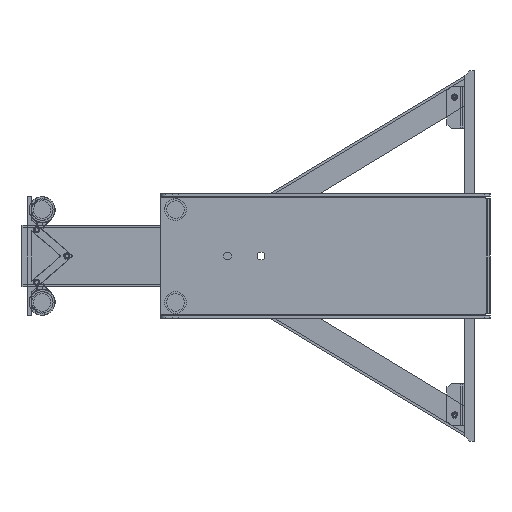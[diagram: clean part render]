
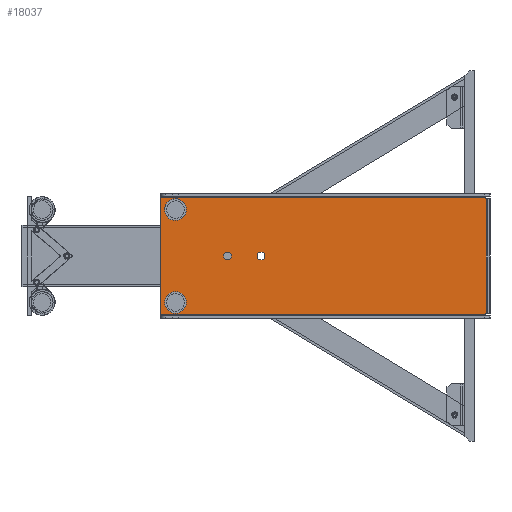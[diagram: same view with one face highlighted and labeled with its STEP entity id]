
A CAD part, left-side view. The second image highlights one B-rep face of the part: STEP entity #18037.
In plain terms, the highlighted face is planar.
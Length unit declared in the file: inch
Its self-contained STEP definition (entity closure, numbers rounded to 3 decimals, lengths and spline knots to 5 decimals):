
#133 = AXIS2_PLACEMENT_3D ( 'NONE', #22400, #33821, #8129 ) ;
#218 = DIRECTION ( 'NONE',  ( 1., 0., 0. ) ) ;
#230 = EDGE_CURVE ( 'NONE', #18748, #6661, #26580, .T. ) ;
#911 = CARTESIAN_POINT ( 'NONE',  ( 0.1875, 11.125, 0.125 ) ) ;
#996 = ORIENTED_EDGE ( 'NONE', *, *, #32435, .F. ) ;
#1304 = ORIENTED_EDGE ( 'NONE', *, *, #26886, .T. ) ;
#1574 = EDGE_LOOP ( 'NONE', ( #996, #25691 ) ) ;
#1613 = CARTESIAN_POINT ( 'NONE',  ( -3.0375, 16., 0.125 ) ) ;
#2178 = VERTEX_POINT ( 'NONE', #911 ) ;
#2198 = ORIENTED_EDGE ( 'NONE', *, *, #20603, .F. ) ;
#2245 = EDGE_CURVE ( 'NONE', #28314, #2270, #29813, .T. ) ;
#2270 = VERTEX_POINT ( 'NONE', #24202 ) ;
#2281 = FACE_BOUND ( 'NONE', #10638, .T. ) ;
#2841 = CARTESIAN_POINT ( 'NONE',  ( 2.7875, 0.1875, 0.125 ) ) ;
#2961 = CARTESIAN_POINT ( 'NONE',  ( -2.85, 0.1875, 0.125 ) ) ;
#3681 = AXIS2_PLACEMENT_3D ( 'NONE', #4566, #16037, #27455 ) ;
#3709 = VERTEX_POINT ( 'NONE', #23914 ) ;
#3867 = DIRECTION ( 'NONE',  ( 1., 0., 0. ) ) ;
#3918 = VECTOR ( 'NONE', #13107, 39.37008 ) ;
#4069 = DIRECTION ( 'NONE',  ( 0., 0., 1. ) ) ;
#4112 = CARTESIAN_POINT ( 'NONE',  ( -2.85, 0., 0.125 ) ) ;
#4566 = CARTESIAN_POINT ( 'NONE',  ( 2.85, 0.1875, 0.125 ) ) ;
#4886 = CARTESIAN_POINT ( 'NONE',  ( 2.85, 0.25, 0.125 ) ) ;
#4897 = CARTESIAN_POINT ( 'NONE',  ( -2.254, 15.27943, 0.125 ) ) ;
#5080 = CIRCLE ( 'NONE', #26084, 0.525 ) ;
#5556 = DIRECTION ( 'NONE',  ( 0., 0., 1. ) ) ;
#6661 = VERTEX_POINT ( 'NONE', #33486 ) ;
#6818 = ORIENTED_EDGE ( 'NONE', *, *, #230, .F. ) ;
#7311 = CARTESIAN_POINT ( 'NONE',  ( 0., 11.125, 0.125 ) ) ;
#7380 = CARTESIAN_POINT ( 'NONE',  ( -2.7875, 0.1875, 0.125 ) ) ;
#8082 = AXIS2_PLACEMENT_3D ( 'NONE', #14515, #25957, #218 ) ;
#8129 = DIRECTION ( 'NONE',  ( 1., 0., 0. ) ) ;
#9421 = CARTESIAN_POINT ( 'NONE',  ( 0., 12.75, 0.125 ) ) ;
#9573 = EDGE_LOOP ( 'NONE', ( #17079, #32746 ) ) ;
#10638 = EDGE_LOOP ( 'NONE', ( #26415, #6818 ) ) ;
#10714 = VERTEX_POINT ( 'NONE', #2841 ) ;
#10946 = PLANE ( 'NONE',  #133 ) ;
#10970 = LINE ( 'NONE', #22424, #28658 ) ;
#11158 = DIRECTION ( 'NONE',  ( 1., 0., 0. ) ) ;
#11510 = VERTEX_POINT ( 'NONE', #7380 ) ;
#11644 = CIRCLE ( 'NONE', #32588, 0.1875 ) ;
#11961 = EDGE_LOOP ( 'NONE', ( #13691, #18668, #1304, #28840, #34270, #36377 ) ) ;
#12189 = CARTESIAN_POINT ( 'NONE',  ( 2.85, 16., 0.125 ) ) ;
#12252 = VERTEX_POINT ( 'NONE', #12189 ) ;
#12334 = AXIS2_PLACEMENT_3D ( 'NONE', #7311, #18766, #30175 ) ;
#12664 = VERTEX_POINT ( 'NONE', #24098 ) ;
#12828 = EDGE_LOOP ( 'NONE', ( #2198, #36139 ) ) ;
#13107 = DIRECTION ( 'NONE',  ( -1., 0., 0. ) ) ;
#13261 = CARTESIAN_POINT ( 'NONE',  ( 0., 12.75, 0.125 ) ) ;
#13508 = CIRCLE ( 'NONE', #18310, 0.525 ) ;
#13691 = ORIENTED_EDGE ( 'NONE', *, *, #20994, .T. ) ;
#13785 = FACE_BOUND ( 'NONE', #9573, .T. ) ;
#14225 = CIRCLE ( 'NONE', #35174, 0.525 ) ;
#14442 = DIRECTION ( 'NONE',  ( 0., 0., -1. ) ) ;
#14515 = CARTESIAN_POINT ( 'NONE',  ( -2.254, 15.27943, 0.125 ) ) ;
#15097 = CIRCLE ( 'NONE', #3681, 0.0625 ) ;
#15539 = DIRECTION ( 'NONE',  ( 1., 0., 0. ) ) ;
#15563 = VERTEX_POINT ( 'NONE', #18063 ) ;
#15581 = DIRECTION ( 'NONE',  ( 0., -1., 0. ) ) ;
#15960 = CIRCLE ( 'NONE', #20766, 0.0625 ) ;
#16013 = CIRCLE ( 'NONE', #36958, 0.1875 ) ;
#16037 = DIRECTION ( 'NONE',  ( 0., 0., -1. ) ) ;
#16368 = DIRECTION ( 'NONE',  ( 0., 0., 1. ) ) ;
#16503 = EDGE_CURVE ( 'NONE', #11510, #10714, #18157, .T. ) ;
#17030 = DIRECTION ( 'NONE',  ( 1., 0., 0. ) ) ;
#17043 = EDGE_CURVE ( 'NONE', #10714, #35770, #15097, .T. ) ;
#17079 = ORIENTED_EDGE ( 'NONE', *, *, #31064, .F. ) ;
#18037 = ADVANCED_FACE ( 'NONE', ( #28012, #2281, #13785, #25214, #36628 ), #10946, .T. ) ;
#18063 = CARTESIAN_POINT ( 'NONE',  ( -0.1875, 11.125, 0.125 ) ) ;
#18157 = LINE ( 'NONE', #29566, #29031 ) ;
#18310 = AXIS2_PLACEMENT_3D ( 'NONE', #4897, #16368, #27794 ) ;
#18668 = ORIENTED_EDGE ( 'NONE', *, *, #2245, .T. ) ;
#18748 = VERTEX_POINT ( 'NONE', #24204 ) ;
#18766 = DIRECTION ( 'NONE',  ( 0., 0., 1. ) ) ;
#19644 = CARTESIAN_POINT ( 'NONE',  ( 1.729, 15.27943, 0.125 ) ) ;
#20603 = EDGE_CURVE ( 'NONE', #3709, #12664, #13508, .T. ) ;
#20766 = AXIS2_PLACEMENT_3D ( 'NONE', #2961, #14442, #25886 ) ;
#20878 = DIRECTION ( 'NONE',  ( 0., 0., 1. ) ) ;
#20994 = EDGE_CURVE ( 'NONE', #12252, #28314, #27337, .T. ) ;
#22369 = AXIS2_PLACEMENT_3D ( 'NONE', #13261, #24691, #36118 ) ;
#22400 = CARTESIAN_POINT ( 'NONE',  ( 0., 0., 0.125 ) ) ;
#22424 = CARTESIAN_POINT ( 'NONE',  ( 2.85, 0., 0.125 ) ) ;
#23914 = CARTESIAN_POINT ( 'NONE',  ( -1.729, 15.27943, 0.125 ) ) ;
#23950 = VERTEX_POINT ( 'NONE', #19644 ) ;
#24098 = CARTESIAN_POINT ( 'NONE',  ( -2.779, 15.27943, 0.125 ) ) ;
#24202 = CARTESIAN_POINT ( 'NONE',  ( -2.85, 0.25, 0.125 ) ) ;
#24204 = CARTESIAN_POINT ( 'NONE',  ( -0.1875, 12.75, 0.125 ) ) ;
#24276 = CIRCLE ( 'NONE', #8082, 0.525 ) ;
#24691 = DIRECTION ( 'NONE',  ( 0., 0., 1. ) ) ;
#25214 = FACE_BOUND ( 'NONE', #12828, .T. ) ;
#25411 = CARTESIAN_POINT ( 'NONE',  ( 0., 11.125, 0.125 ) ) ;
#25643 = EDGE_CURVE ( 'NONE', #23950, #32372, #5080, .T. ) ;
#25691 = ORIENTED_EDGE ( 'NONE', *, *, #25643, .F. ) ;
#25886 = DIRECTION ( 'NONE',  ( 1., 0., 0. ) ) ;
#25957 = DIRECTION ( 'NONE',  ( 0., 0., 1. ) ) ;
#26084 = AXIS2_PLACEMENT_3D ( 'NONE', #29772, #4069, #15539 ) ;
#26415 = ORIENTED_EDGE ( 'NONE', *, *, #27924, .F. ) ;
#26580 = CIRCLE ( 'NONE', #22369, 0.1875 ) ;
#26886 = EDGE_CURVE ( 'NONE', #2270, #11510, #15960, .T. ) ;
#27337 = LINE ( 'NONE', #1613, #3918 ) ;
#27455 = DIRECTION ( 'NONE',  ( 1., 0., 0. ) ) ;
#27794 = DIRECTION ( 'NONE',  ( 1., 0., 0. ) ) ;
#27924 = EDGE_CURVE ( 'NONE', #6661, #18748, #16013, .T. ) ;
#28012 = FACE_OUTER_BOUND ( 'NONE', #11961, .T. ) ;
#28314 = VERTEX_POINT ( 'NONE', #35068 ) ;
#28488 = CIRCLE ( 'NONE', #12334, 0.1875 ) ;
#28658 = VECTOR ( 'NONE', #33847, 39.37008 ) ;
#28790 = VECTOR ( 'NONE', #15581, 39.37008 ) ;
#28840 = ORIENTED_EDGE ( 'NONE', *, *, #16503, .T. ) ;
#29031 = VECTOR ( 'NONE', #3867, 39.37008 ) ;
#29566 = CARTESIAN_POINT ( 'NONE',  ( 2.7875, 0.1875, 0.125 ) ) ;
#29772 = CARTESIAN_POINT ( 'NONE',  ( 2.254, 15.27943, 0.125 ) ) ;
#29813 = LINE ( 'NONE', #4112, #28790 ) ;
#30175 = DIRECTION ( 'NONE',  ( 1., 0., 0. ) ) ;
#31064 = EDGE_CURVE ( 'NONE', #2178, #15563, #11644, .T. ) ;
#31247 = CARTESIAN_POINT ( 'NONE',  ( 2.254, 15.27943, 0.125 ) ) ;
#32286 = DIRECTION ( 'NONE',  ( 1., 0., 0. ) ) ;
#32372 = VERTEX_POINT ( 'NONE', #33881 ) ;
#32435 = EDGE_CURVE ( 'NONE', #32372, #23950, #14225, .T. ) ;
#32588 = AXIS2_PLACEMENT_3D ( 'NONE', #25411, #36834, #11158 ) ;
#32746 = ORIENTED_EDGE ( 'NONE', *, *, #36190, .F. ) ;
#33486 = CARTESIAN_POINT ( 'NONE',  ( 0.1875, 12.75, 0.125 ) ) ;
#33821 = DIRECTION ( 'NONE',  ( 0., 0., 1. ) ) ;
#33847 = DIRECTION ( 'NONE',  ( 0., 1., 0. ) ) ;
#33881 = CARTESIAN_POINT ( 'NONE',  ( 2.779, 15.27943, 0.125 ) ) ;
#34102 = EDGE_CURVE ( 'NONE', #35770, #12252, #10970, .T. ) ;
#34270 = ORIENTED_EDGE ( 'NONE', *, *, #17043, .T. ) ;
#35068 = CARTESIAN_POINT ( 'NONE',  ( -2.85, 16., 0.125 ) ) ;
#35174 = AXIS2_PLACEMENT_3D ( 'NONE', #31247, #5556, #17030 ) ;
#35517 = EDGE_CURVE ( 'NONE', #12664, #3709, #24276, .T. ) ;
#35770 = VERTEX_POINT ( 'NONE', #4886 ) ;
#36118 = DIRECTION ( 'NONE',  ( 1., 0., 0. ) ) ;
#36139 = ORIENTED_EDGE ( 'NONE', *, *, #35517, .F. ) ;
#36190 = EDGE_CURVE ( 'NONE', #15563, #2178, #28488, .T. ) ;
#36377 = ORIENTED_EDGE ( 'NONE', *, *, #34102, .T. ) ;
#36628 = FACE_BOUND ( 'NONE', #1574, .T. ) ;
#36834 = DIRECTION ( 'NONE',  ( 0., 0., 1. ) ) ;
#36958 = AXIS2_PLACEMENT_3D ( 'NONE', #9421, #20878, #32286 ) ;
